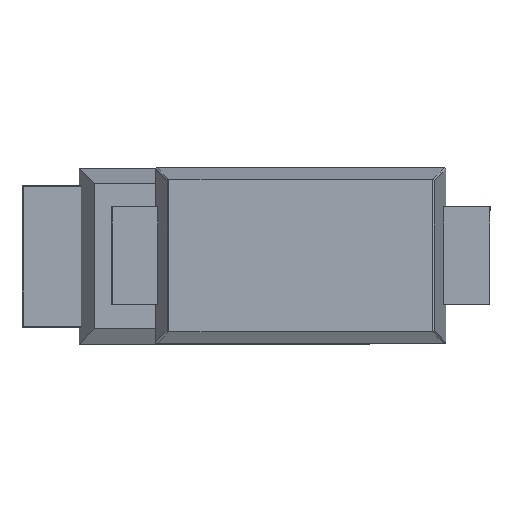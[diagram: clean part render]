
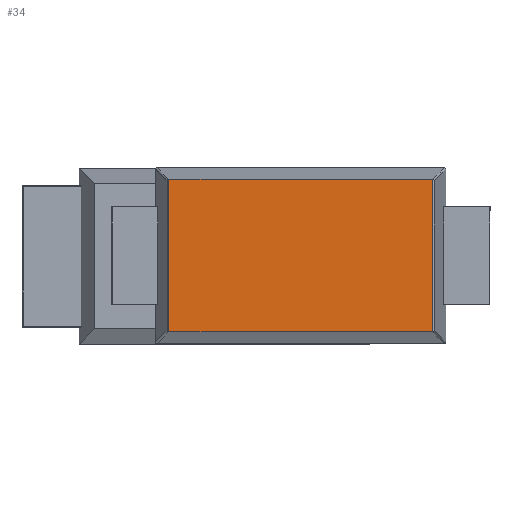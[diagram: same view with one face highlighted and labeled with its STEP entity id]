
A CAD part, top view. The second image highlights one B-rep face of the part: STEP entity #34.
In plain terms, the highlighted free-form (B-spline) face has degree [1, 1] with [2, 2] control points.
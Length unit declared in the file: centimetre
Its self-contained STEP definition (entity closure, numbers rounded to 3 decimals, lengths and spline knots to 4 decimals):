
#34=ADVANCED_FACE('',(#124),#1020,.T.);
#124=FACE_OUTER_BOUND('',#214,.T.);
#214=EDGE_LOOP('',(#333,#334,#335,#336,#337,#338,#339,#340));
#333=ORIENTED_EDGE('',*,*,#698,.T.);
#334=ORIENTED_EDGE('',*,*,#694,.T.);
#335=ORIENTED_EDGE('',*,*,#685,.T.);
#336=ORIENTED_EDGE('',*,*,#686,.T.);
#337=ORIENTED_EDGE('',*,*,#693,.T.);
#338=ORIENTED_EDGE('',*,*,#689,.T.);
#339=ORIENTED_EDGE('',*,*,#687,.T.);
#340=ORIENTED_EDGE('',*,*,#688,.T.);
#685=EDGE_CURVE('',#863,#864,#1193,.T.);
#686=EDGE_CURVE('',#864,#869,#1194,.T.);
#687=EDGE_CURVE('',#865,#866,#1195,.T.);
#688=EDGE_CURVE('',#866,#874,#1196,.T.);
#689=EDGE_CURVE('',#870,#865,#1197,.T.);
#693=EDGE_CURVE('',#869,#870,#1062,.T.);
#694=EDGE_CURVE('',#873,#863,#1200,.T.);
#698=EDGE_CURVE('',#874,#873,#1064,.T.);
#863=VERTEX_POINT('',#1663);
#864=VERTEX_POINT('',#1664);
#865=VERTEX_POINT('',#1665);
#866=VERTEX_POINT('',#1666);
#869=VERTEX_POINT('',#1669);
#870=VERTEX_POINT('',#1670);
#873=VERTEX_POINT('',#1673);
#874=VERTEX_POINT('',#1674);
#1020=B_SPLINE_SURFACE_WITH_KNOTS('',1,1,((#1611,#1612),(#1613,#1614)),.UNSPECIFIED.,
.F.,.F.,.F.,(2,2),(2,2),(17.3179,65.1271),(6.4907,
33.5023),.UNSPECIFIED.);
#1062=(
BOUNDED_CURVE()
B_SPLINE_CURVE(3,(#1467,#1468,#1469,#1470),.UNSPECIFIED.,.F.,.F.)
B_SPLINE_CURVE_WITH_KNOTS((4,4),(-0.2914,26.7132),.UNSPECIFIED.)
CURVE()
GEOMETRIC_REPRESENTATION_ITEM()
RATIONAL_B_SPLINE_CURVE((1.,1.,1.,1.))
REPRESENTATION_ITEM('')
);
#1064=(
BOUNDED_CURVE()
B_SPLINE_CURVE(3,(#1503,#1504,#1505,#1506),.UNSPECIFIED.,.F.,.F.)
B_SPLINE_CURVE_WITH_KNOTS((4,4),(-0.2914,26.7132),.UNSPECIFIED.)
CURVE()
GEOMETRIC_REPRESENTATION_ITEM()
RATIONAL_B_SPLINE_CURVE((1.,1.,1.,1.))
REPRESENTATION_ITEM('')
);
#1193=B_SPLINE_CURVE_WITH_KNOTS('',3,(#1419,#1420,#1421,#1422),.UNSPECIFIED.,
.F.,.F.,(4,4),(-46.8042,-0.0239),.UNSPECIFIED.);
#1194=B_SPLINE_CURVE_WITH_KNOTS('',3,(#1423,#1424,#1425,#1426),.UNSPECIFIED.,
.F.,.F.,(4,4),(0.,0.044),.UNSPECIFIED.);
#1195=B_SPLINE_CURVE_WITH_KNOTS('',3,(#1427,#1428,#1429,#1430),.UNSPECIFIED.,
.F.,.F.,(4,4),(-46.8042,-0.0239),.UNSPECIFIED.);
#1196=B_SPLINE_CURVE_WITH_KNOTS('',3,(#1431,#1432,#1433,#1434),.UNSPECIFIED.,
.F.,.F.,(4,4),(0.,0.044),.UNSPECIFIED.);
#1197=B_SPLINE_CURVE_WITH_KNOTS('',3,(#1435,#1436,#1437,#1438),.UNSPECIFIED.,
.F.,.F.,(4,4),(0.4198,0.4638),.UNSPECIFIED.);
#1200=B_SPLINE_CURVE_WITH_KNOTS('',3,(#1471,#1472,#1473,#1474),.UNSPECIFIED.,
.F.,.F.,(4,4),(0.4198,0.4638),.UNSPECIFIED.);
#1419=CARTESIAN_POINT('',(17.2748,6.4907,11.1724));
#1420=CARTESIAN_POINT('',(32.8683,6.4907,11.1724));
#1421=CARTESIAN_POINT('',(48.4617,6.4907,11.1724));
#1422=CARTESIAN_POINT('',(64.0551,6.4907,11.1724));
#1423=CARTESIAN_POINT('',(64.0551,6.4907,11.1724));
#1424=CARTESIAN_POINT('',(64.0707,6.4907,11.1724));
#1425=CARTESIAN_POINT('',(64.086,6.4919,11.1724));
#1426=CARTESIAN_POINT('',(64.1009,6.4942,11.1724));
#1427=CARTESIAN_POINT('',(64.0551,33.5023,11.1724));
#1428=CARTESIAN_POINT('',(48.4617,33.5023,11.1724));
#1429=CARTESIAN_POINT('',(32.8683,33.5023,11.1724));
#1430=CARTESIAN_POINT('',(17.2748,33.5023,11.1724));
#1431=CARTESIAN_POINT('',(17.2748,33.5023,11.1724));
#1432=CARTESIAN_POINT('',(17.2592,33.5023,11.1724));
#1433=CARTESIAN_POINT('',(17.244,33.5011,11.1724));
#1434=CARTESIAN_POINT('',(17.2291,33.4988,11.1724));
#1435=CARTESIAN_POINT('',(64.1009,33.4988,11.1724));
#1436=CARTESIAN_POINT('',(64.086,33.5011,11.1724));
#1437=CARTESIAN_POINT('',(64.0707,33.5023,11.1724));
#1438=CARTESIAN_POINT('',(64.0551,33.5023,11.1724));
#1467=CARTESIAN_POINT('',(64.1009,6.4942,11.1724));
#1468=CARTESIAN_POINT('',(64.1009,15.4957,11.1724));
#1469=CARTESIAN_POINT('',(64.1009,24.4973,11.1724));
#1470=CARTESIAN_POINT('',(64.1009,33.4988,11.1724));
#1471=CARTESIAN_POINT('',(17.2291,6.4942,11.1724));
#1472=CARTESIAN_POINT('',(17.244,6.4919,11.1724));
#1473=CARTESIAN_POINT('',(17.2592,6.4907,11.1724));
#1474=CARTESIAN_POINT('',(17.2748,6.4907,11.1724));
#1503=CARTESIAN_POINT('',(17.2291,33.4988,11.1724));
#1504=CARTESIAN_POINT('',(17.2291,24.4973,11.1724));
#1505=CARTESIAN_POINT('',(17.2291,15.4957,11.1724));
#1506=CARTESIAN_POINT('',(17.2291,6.4942,11.1724));
#1611=CARTESIAN_POINT('',(16.7603,6.4907,11.1724));
#1612=CARTESIAN_POINT('',(16.7603,33.5023,11.1724));
#1613=CARTESIAN_POINT('',(64.5696,6.4907,11.1724));
#1614=CARTESIAN_POINT('',(64.5696,33.5023,11.1724));
#1663=CARTESIAN_POINT('',(17.2748,6.4907,11.1724));
#1664=CARTESIAN_POINT('',(64.0551,6.4907,11.1724));
#1665=CARTESIAN_POINT('',(64.0551,33.5023,11.1724));
#1666=CARTESIAN_POINT('',(17.2748,33.5023,11.1724));
#1669=CARTESIAN_POINT('',(64.1009,6.4942,11.1724));
#1670=CARTESIAN_POINT('',(64.1009,33.4988,11.1724));
#1673=CARTESIAN_POINT('',(17.2291,6.4942,11.1724));
#1674=CARTESIAN_POINT('',(17.2291,33.4988,11.1724));
